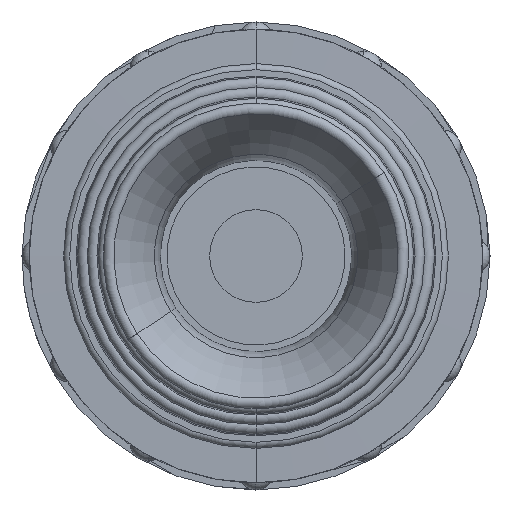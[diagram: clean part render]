
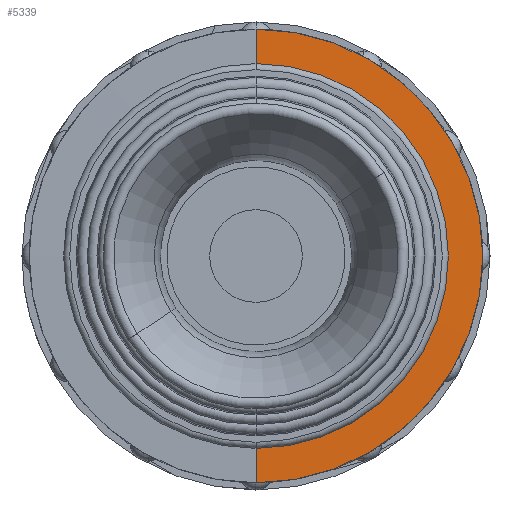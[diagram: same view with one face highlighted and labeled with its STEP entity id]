
A CAD part, front view. The second image highlights one B-rep face of the part: STEP entity #5339.
In plain terms, the highlighted conical face has half-angle 89.07 degrees and reference radius 61600 mm.
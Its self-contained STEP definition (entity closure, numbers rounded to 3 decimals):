
#257 = VECTOR ( 'NONE', #9952, 1000. ) ;
#926 = CARTESIAN_POINT ( 'NONE',  ( 0., -4.631, 59.7 ) ) ;
#1007 = CARTESIAN_POINT ( 'NONE',  ( 0., -4.829, 0. ) ) ;
#1283 = EDGE_LOOP ( 'NONE', ( #8436, #11298, #2183, #5591 ) ) ;
#1466 = DIRECTION ( 'NONE',  ( 0., 0., 1. ) ) ;
#1617 = FACE_OUTER_BOUND ( 'NONE', #1283, .T. ) ;
#1676 = VERTEX_POINT ( 'NONE', #8902 ) ;
#1893 = CIRCLE ( 'NONE', #5363, 59.7 ) ;
#2121 = CARTESIAN_POINT ( 'NONE',  ( 0., -4.631, -59.7 ) ) ;
#2183 = ORIENTED_EDGE ( 'NONE', *, *, #11534, .F. ) ;
#3727 = CARTESIAN_POINT ( 'NONE',  ( 0., -5.6, 0. ) ) ;
#3931 = EDGE_CURVE ( 'NONE', #11643, #12080, #7637, .T. ) ;
#3953 = CONICAL_SURFACE ( 'NONE', #5695, 61600., 1.555 ) ;
#4349 = DIRECTION ( 'NONE',  ( 0., 0., 1. ) ) ;
#5136 = CIRCLE ( 'NONE', #13137, 47.5 ) ;
#5339 = ADVANCED_FACE ( 'NONE', ( #1617 ), #3953, .T. ) ;
#5363 = AXIS2_PLACEMENT_3D ( 'NONE', #5375, #9486, #4349 ) ;
#5375 = CARTESIAN_POINT ( 'NONE',  ( 0., -4.631, 0. ) ) ;
#5591 = ORIENTED_EDGE ( 'NONE', *, *, #13044, .F. ) ;
#5695 = AXIS2_PLACEMENT_3D ( 'NONE', #11992, #7723, #9902 ) ;
#5869 = VECTOR ( 'NONE', #10919, 1000. ) ;
#6222 = CARTESIAN_POINT ( 'NONE',  ( 0., -4.829, -47.5 ) ) ;
#7637 = LINE ( 'NONE', #11168, #257 ) ;
#7723 = DIRECTION ( 'NONE',  ( 0., 1., 0. ) ) ;
#8436 = ORIENTED_EDGE ( 'NONE', *, *, #9997, .T. ) ;
#8759 = VERTEX_POINT ( 'NONE', #926 ) ;
#8902 = CARTESIAN_POINT ( 'NONE',  ( 0., -4.829, 47.5 ) ) ;
#9486 = DIRECTION ( 'NONE',  ( 0., 1., 0. ) ) ;
#9902 = DIRECTION ( 'NONE',  ( 0., 0., 1. ) ) ;
#9952 = DIRECTION ( 'NONE',  ( 0., 0.016, -1. ) ) ;
#9997 = EDGE_CURVE ( 'NONE', #1676, #11643, #5136, .T. ) ;
#10094 = LINE ( 'NONE', #3727, #5869 ) ;
#10919 = DIRECTION ( 'NONE',  ( 0., 0.016, 1. ) ) ;
#11168 = CARTESIAN_POINT ( 'NONE',  ( 0., -5.6, 0. ) ) ;
#11298 = ORIENTED_EDGE ( 'NONE', *, *, #3931, .T. ) ;
#11534 = EDGE_CURVE ( 'NONE', #8759, #12080, #1893, .T. ) ;
#11643 = VERTEX_POINT ( 'NONE', #6222 ) ;
#11992 = CARTESIAN_POINT ( 'NONE',  ( 0., 994.4, 0. ) ) ;
#12080 = VERTEX_POINT ( 'NONE', #2121 ) ;
#13044 = EDGE_CURVE ( 'NONE', #1676, #8759, #10094, .T. ) ;
#13137 = AXIS2_PLACEMENT_3D ( 'NONE', #1007, #13443, #1466 ) ;
#13443 = DIRECTION ( 'NONE',  ( 0., 1., 0. ) ) ;
